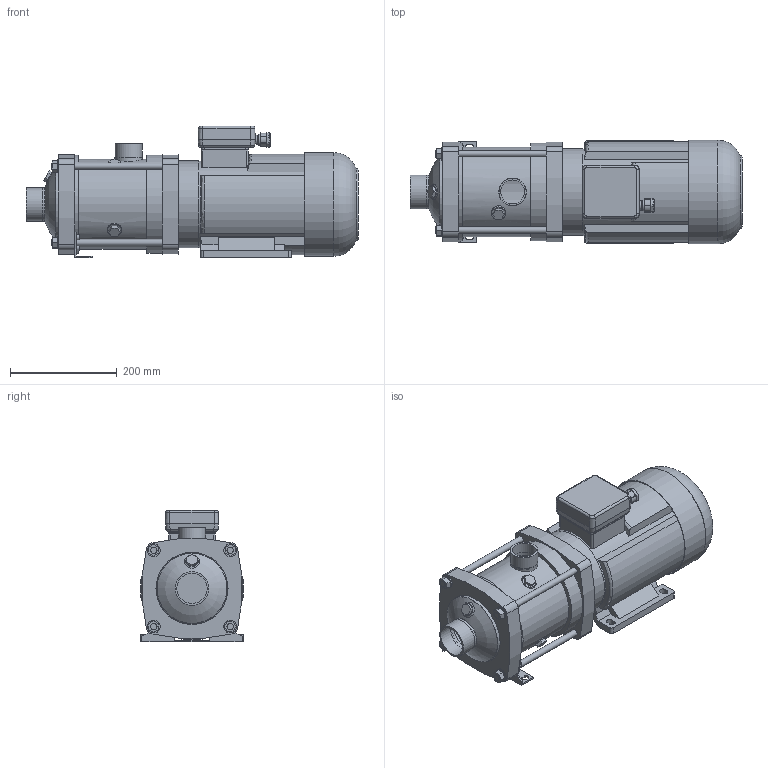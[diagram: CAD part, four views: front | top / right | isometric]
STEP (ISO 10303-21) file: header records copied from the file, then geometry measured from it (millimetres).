
FILE_DESCRIPTION(/* description */ ('-'),/* implementation_level */ '2;1');
FILE_NAME(/* name */ 'EH 20 [4] T',/* time_stamp */ '2017-03-20T08:51:23+01:00',/* author */ ('Simonelli M.'),/* organization */ ('Franklin Electric'),/* preprocessor_version */ 'ST-DEVELOPER v16.7',/* originating_system */ 'DEX',/* authorisation */ $);
FILE_SCHEMA (('AUTOMOTIVE_DESIGN {1 0 10303 214 3 1 1}'));
Length unit declared in the file: millimetre
Products named in the file (16): EH 20 [4] T; Flangia motore Quadra M100; Camicia EH 15.20-4; Motore MEC 100; carcassa MEC 100; Copriventola MEC 100; Ghiera PG13,5 cod. SAV.GHI.20; Basetta MEC 80-90-100 T; Staffa 15-20 int.100; Flangia precarica; Calotta 15-20; TIRANTE 15-20 [4]; RONDELLA M12; DADO M12; Manicotto 2''; Manicotto 1''ｽ
Assembly tree (22 placements, depth 3):
  EH 20 [4] T
    Flangia motore Quadra M100
    Camicia EH 15.20-4
    Motore MEC 100
      carcassa MEC 100
      Copriventola MEC 100
      Ghiera PG13,5 cod. SAV.GHI.20
      Basetta MEC 80-90-100 T
    Staffa 15-20 int.100
    Flangia precarica
    Calotta 15-20
    TIRANTE 15-20 [4]  x4
    RONDELLA M12  x4
    DADO M12  x4
  Manicotto 2''
  Manicotto 1''ｽ
Bounding box: 621.85 x 194 x 246.5 mm (x, y, z)
Volume: 5372826.5 mm3; surface area: 1037088.3 mm2
Topology: 23 solids, 23 shells, 445 faces, 1063 edges, 704 vertices
Faces by surface type: plane 244, cylinder 157, cone 20, torus 14, bspline 8, sphere 2
Full cylindrical faces by diameter (mm): 10 x4, 12 x16, 12.5 x2, 13 x5, 17 x1, 19.73 x1, 20.4 x1, 24 x4, 44.845 x2, 48.4 x1, 48.5 x1, 50.8 x1, 51.5 x1, 56.656 x2, 60 x2, 63 x1, 63.3 x1, 131 x1, 133.583 x1, 134 x1, 135 x1, 135.583 x1, 152 x1, 158 x3, 160 x2, 163 x2, 165.3 x1, 168.3 x1, 168.4 x2, 183.5 x2
Entity records: 15012 total; most frequent: CARTESIAN_POINT 4628, DIRECTION 1975, ORIENTED_EDGE 1732, EDGE_CURVE 866, AXIS2_PLACEMENT_3D 751, VERTEX_POINT 612, EDGE_LOOP 556, FACE_BOUND 556
